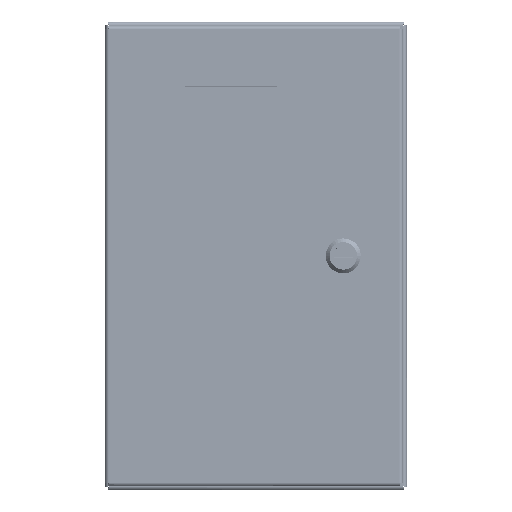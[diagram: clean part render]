
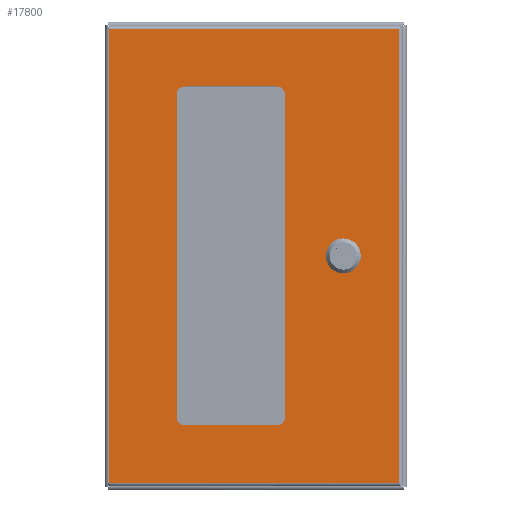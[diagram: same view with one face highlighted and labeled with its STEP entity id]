
A CAD part, top view. The second image highlights one B-rep face of the part: STEP entity #17800.
In plain terms, the highlighted planar face has unit normal (0, 0, 1).
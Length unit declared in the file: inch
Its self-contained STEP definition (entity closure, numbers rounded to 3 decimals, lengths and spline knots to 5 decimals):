
#1022=PLANE($,#19197);
#1874=LINE($,#33407,#3180);
#1882=LINE($,#33493,#3188);
#1897=LINE($,#33593,#3203);
#1912=LINE($,#33692,#3218);
#1925=LINE($,#33783,#3231);
#1926=LINE($,#33787,#3232);
#1927=LINE($,#33791,#3233);
#1928=LINE($,#33794,#3234);
#1929=LINE($,#33799,#3235);
#1930=LINE($,#33803,#3236);
#1931=LINE($,#33807,#3237);
#1932=LINE($,#33810,#3238);
#3180=VECTOR($,#22260,14.2895);
#3188=VECTOR($,#22276,9.1645);
#3203=VECTOR($,#22305,9.1645);
#3218=VECTOR($,#22334,14.2895);
#3231=VECTOR($,#22363,2.91);
#3232=VECTOR($,#22366,10.18);
#3233=VECTOR($,#22369,2.91);
#3234=VECTOR($,#22372,10.18);
#3235=VECTOR($,#22375,0.42712);
#3236=VECTOR($,#22378,0.42712);
#3237=VECTOR($,#22381,0.42712);
#3238=VECTOR($,#22384,0.42712);
#4165=FACE_BOUND($,#6033,.T.);
#4166=FACE_BOUND($,#6034,.T.);
#4167=FACE_BOUND($,#6035,.T.);
#6033=EDGE_LOOP($,(#13483,#13484,#13485,#13486,#13487,#13488,#13489,#13490));
#6034=EDGE_LOOP($,(#13491,#13492,#13493,#13494,#13495,#13496,#13497,#13498));
#6035=EDGE_LOOP($,(#13499,#13500,#13501,#13502));
#7020=CIRCLE($,#19198,0.25);
#7021=CIRCLE($,#19199,0.25);
#7022=CIRCLE($,#19200,0.25);
#7023=CIRCLE($,#19201,0.25);
#7024=CIRCLE($,#19202,0.453);
#7025=CIRCLE($,#19203,0.453);
#7026=CIRCLE($,#19204,0.453);
#7027=CIRCLE($,#19205,0.453);
#8103=VERTEX_POINT($,#33398);
#8104=VERTEX_POINT($,#33406);
#8110=VERTEX_POINT($,#33485);
#8120=VERTEX_POINT($,#33592);
#8136=VERTEX_POINT($,#33779);
#8137=VERTEX_POINT($,#33780);
#8138=VERTEX_POINT($,#33782);
#8139=VERTEX_POINT($,#33784);
#8140=VERTEX_POINT($,#33786);
#8141=VERTEX_POINT($,#33788);
#8142=VERTEX_POINT($,#33790);
#8143=VERTEX_POINT($,#33792);
#8144=VERTEX_POINT($,#33795);
#8145=VERTEX_POINT($,#33796);
#8146=VERTEX_POINT($,#33798);
#8147=VERTEX_POINT($,#33800);
#8148=VERTEX_POINT($,#33802);
#8149=VERTEX_POINT($,#33804);
#8150=VERTEX_POINT($,#33806);
#8151=VERTEX_POINT($,#33808);
#9987=EDGE_CURVE($,#8104,#8103,#1874,.T.);
#9999=EDGE_CURVE($,#8103,#8110,#1882,.T.);
#10018=EDGE_CURVE($,#8120,#8104,#1897,.T.);
#10037=EDGE_CURVE($,#8110,#8120,#1912,.T.);
#10053=EDGE_CURVE($,#8136,#8137,#7020,.T.);
#10054=EDGE_CURVE($,#8137,#8138,#1925,.T.);
#10055=EDGE_CURVE($,#8138,#8139,#7021,.T.);
#10056=EDGE_CURVE($,#8139,#8140,#1926,.T.);
#10057=EDGE_CURVE($,#8140,#8141,#7022,.T.);
#10058=EDGE_CURVE($,#8141,#8142,#1927,.T.);
#10059=EDGE_CURVE($,#8142,#8143,#7023,.T.);
#10060=EDGE_CURVE($,#8143,#8136,#1928,.T.);
#10061=EDGE_CURVE($,#8144,#8145,#7024,.T.);
#10062=EDGE_CURVE($,#8145,#8146,#1929,.T.);
#10063=EDGE_CURVE($,#8146,#8147,#7025,.T.);
#10064=EDGE_CURVE($,#8147,#8148,#1930,.T.);
#10065=EDGE_CURVE($,#8148,#8149,#7026,.T.);
#10066=EDGE_CURVE($,#8149,#8150,#1931,.T.);
#10067=EDGE_CURVE($,#8150,#8151,#7027,.T.);
#10068=EDGE_CURVE($,#8151,#8144,#1932,.T.);
#13483=ORIENTED_EDGE($,*,*,#10053,.T.);
#13484=ORIENTED_EDGE($,*,*,#10054,.T.);
#13485=ORIENTED_EDGE($,*,*,#10055,.T.);
#13486=ORIENTED_EDGE($,*,*,#10056,.T.);
#13487=ORIENTED_EDGE($,*,*,#10057,.T.);
#13488=ORIENTED_EDGE($,*,*,#10058,.T.);
#13489=ORIENTED_EDGE($,*,*,#10059,.T.);
#13490=ORIENTED_EDGE($,*,*,#10060,.T.);
#13491=ORIENTED_EDGE($,*,*,#10061,.T.);
#13492=ORIENTED_EDGE($,*,*,#10062,.T.);
#13493=ORIENTED_EDGE($,*,*,#10063,.T.);
#13494=ORIENTED_EDGE($,*,*,#10064,.T.);
#13495=ORIENTED_EDGE($,*,*,#10065,.T.);
#13496=ORIENTED_EDGE($,*,*,#10066,.T.);
#13497=ORIENTED_EDGE($,*,*,#10067,.T.);
#13498=ORIENTED_EDGE($,*,*,#10068,.T.);
#13499=ORIENTED_EDGE($,*,*,#9987,.T.);
#13500=ORIENTED_EDGE($,*,*,#9999,.T.);
#13501=ORIENTED_EDGE($,*,*,#10037,.T.);
#13502=ORIENTED_EDGE($,*,*,#10018,.T.);
#17800=ADVANCED_FACE($,(#4165,#4166,#4167),#1022,.T.);
#19197=AXIS2_PLACEMENT_3D($,#33778,#22359,#22360);
#19198=AXIS2_PLACEMENT_3D($,#33781,#22361,#22362);
#19199=AXIS2_PLACEMENT_3D($,#33785,#22364,#22365);
#19200=AXIS2_PLACEMENT_3D($,#33789,#22367,#22368);
#19201=AXIS2_PLACEMENT_3D($,#33793,#22370,#22371);
#19202=AXIS2_PLACEMENT_3D($,#33797,#22373,#22374);
#19203=AXIS2_PLACEMENT_3D($,#33801,#22376,#22377);
#19204=AXIS2_PLACEMENT_3D($,#33805,#22379,#22380);
#19205=AXIS2_PLACEMENT_3D($,#33809,#22382,#22383);
#22260=DIRECTION($,(0.,-1.,0.));
#22276=DIRECTION($,(1.,0.,0.));
#22305=DIRECTION($,(-1.,0.,0.));
#22334=DIRECTION($,(0.,1.,0.));
#22359=DIRECTION('center_axis',(0.,0.,1.));
#22360=DIRECTION('ref_axis',(1.,0.,0.));
#22361=DIRECTION('center_axis',(0.,0.,-1.));
#22362=DIRECTION('ref_axis',(0.,-1.,0.));
#22363=DIRECTION($,(1.,0.,0.));
#22364=DIRECTION('center_axis',(0.,0.,-1.));
#22365=DIRECTION('ref_axis',(-1.,0.,0.));
#22366=DIRECTION($,(0.,-1.,0.));
#22367=DIRECTION('center_axis',(0.,0.,-1.));
#22368=DIRECTION('ref_axis',(0.,1.,0.));
#22369=DIRECTION($,(-1.,0.,0.));
#22370=DIRECTION('center_axis',(0.,0.,-1.));
#22371=DIRECTION('ref_axis',(1.,0.,0.));
#22372=DIRECTION($,(0.,1.,0.));
#22373=DIRECTION('center_axis',(0.,0.,-1.));
#22374=DIRECTION('ref_axis',(0.882,0.471,0.));
#22375=DIRECTION($,(0.,-1.,0.));
#22376=DIRECTION('center_axis',(0.,0.,-1.));
#22377=DIRECTION('ref_axis',(0.471,-0.882,0.));
#22378=DIRECTION($,(-1.,0.,0.));
#22379=DIRECTION('center_axis',(0.,0.,-1.));
#22380=DIRECTION('ref_axis',(-0.882,-0.471,0.));
#22381=DIRECTION($,(0.,1.,0.));
#22382=DIRECTION('center_axis',(0.,0.,-1.));
#22383=DIRECTION('ref_axis',(-0.471,0.882,0.));
#22384=DIRECTION($,(1.,0.,0.));
#33398=CARTESIAN_POINT('',(0.10525,-14.39475,0.074));
#33406=CARTESIAN_POINT('',(0.10525,-0.10525,0.074));
#33407=CARTESIAN_POINT($,(0.10525,-3.67763,0.074));
#33485=CARTESIAN_POINT('',(9.26975,-14.39475,0.074));
#33493=CARTESIAN_POINT($,(2.39638,-14.39475,0.074));
#33592=CARTESIAN_POINT('',(9.26975,-0.10525,0.074));
#33593=CARTESIAN_POINT($,(6.97863,-0.10525,0.074));
#33692=CARTESIAN_POINT($,(9.26975,-10.82238,0.074));
#33778=CARTESIAN_POINT('Origin',(4.6875,-7.25,0.074));
#33779=CARTESIAN_POINT('',(2.25,-2.16,0.074));
#33780=CARTESIAN_POINT('',(2.5,-1.91,0.074));
#33781=CARTESIAN_POINT('Origin',(2.5,-2.16,0.074));
#33782=CARTESIAN_POINT('',(5.41,-1.91,0.074));
#33783=CARTESIAN_POINT($,(3.59375,-1.91,0.074));
#33784=CARTESIAN_POINT('',(5.66,-2.16,0.074));
#33785=CARTESIAN_POINT('Origin',(5.41,-2.16,0.074));
#33786=CARTESIAN_POINT('',(5.66,-12.34,0.074));
#33787=CARTESIAN_POINT($,(5.66,-4.705,0.074));
#33788=CARTESIAN_POINT('',(5.41,-12.59,0.074));
#33789=CARTESIAN_POINT('Origin',(5.41,-12.34,0.074));
#33790=CARTESIAN_POINT('',(2.5,-12.59,0.074));
#33791=CARTESIAN_POINT($,(5.04875,-12.59,0.074));
#33792=CARTESIAN_POINT('',(2.25,-12.34,0.074));
#33793=CARTESIAN_POINT('Origin',(2.5,-12.34,0.074));
#33794=CARTESIAN_POINT($,(2.25,-9.795,0.074));
#33795=CARTESIAN_POINT('',(7.71362,-6.8505,0.074));
#33796=CARTESIAN_POINT('',(7.8995,-7.03644,0.074));
#33797=CARTESIAN_POINT('Origin',(7.49998,-7.24995,0.074));
#33798=CARTESIAN_POINT('',(7.8995,-7.46356,0.074));
#33799=CARTESIAN_POINT($,(7.8995,-7.35678,0.074));
#33800=CARTESIAN_POINT('',(7.71356,-7.6495,0.074));
#33801=CARTESIAN_POINT('Origin',(7.5,-7.25,0.074));
#33802=CARTESIAN_POINT('',(7.28644,-7.6495,0.074));
#33803=CARTESIAN_POINT($,(5.98697,-7.6495,0.074));
#33804=CARTESIAN_POINT('',(7.1005,-7.46356,0.074));
#33805=CARTESIAN_POINT('Origin',(7.5,-7.25,0.074));
#33806=CARTESIAN_POINT('',(7.1005,-7.03644,0.074));
#33807=CARTESIAN_POINT($,(7.1005,-7.14322,0.074));
#33808=CARTESIAN_POINT('',(7.2865,-6.8505,0.074));
#33809=CARTESIAN_POINT('Origin',(7.49998,-7.25005,0.074));
#33810=CARTESIAN_POINT($,(6.20056,-6.8505,0.074));
